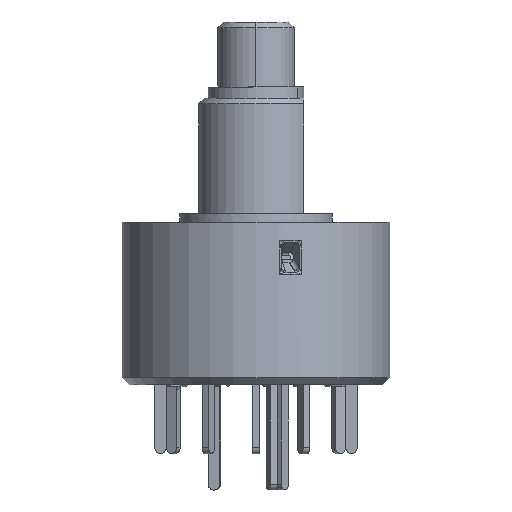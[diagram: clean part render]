
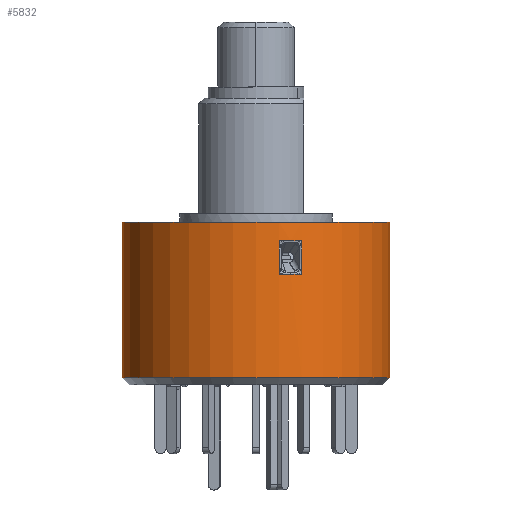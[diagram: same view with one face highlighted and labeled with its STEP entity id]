
A CAD part, left-side view. The second image highlights one B-rep face of the part: STEP entity #5832.
In plain terms, the highlighted cylindrical face has radius 7 mm (diameter 14 mm), a partial arc.
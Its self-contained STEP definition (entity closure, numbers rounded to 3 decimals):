
#17 = EDGE_CURVE ( 'NONE', #1254, #12808, #15032, .T. ) ;
#33 = VERTEX_POINT ( 'NONE', #11330 ) ;
#183 = CARTESIAN_POINT ( 'NONE',  ( -6.892, -1.226, -3.152 ) ) ;
#273 = DIRECTION ( 'NONE',  ( 0., -1., 0. ) ) ;
#344 = CYLINDRICAL_SURFACE ( 'NONE', #8165, 7. ) ;
#645 = EDGE_CURVE ( 'NONE', #7460, #1254, #16078, .T. ) ;
#1254 = VERTEX_POINT ( 'NONE', #5825 ) ;
#1397 = DIRECTION ( 'NONE',  ( 0., 0., -1. ) ) ;
#1598 = DIRECTION ( 'NONE',  ( 0., -1., 0. ) ) ;
#1813 = CARTESIAN_POINT ( 'NONE',  ( -6.65, -2.196, -3.162 ) ) ;
#1930 = CARTESIAN_POINT ( 'NONE',  ( 0., 7., -0.45 ) ) ;
#2089 = CARTESIAN_POINT ( 'NONE',  ( -6.581, -2.384, -3.152 ) ) ;
#2124 = CARTESIAN_POINT ( 'NONE',  ( -6.581, -2.384, -1.425 ) ) ;
#2189 = LINE ( 'NONE', #10986, #16683 ) ;
#2518 = VERTEX_POINT ( 'NONE', #3293 ) ;
#2840 = VECTOR ( 'NONE', #12233, 1000. ) ;
#3293 = CARTESIAN_POINT ( 'NONE',  ( -6.892, -1.226, -3.152 ) ) ;
#3350 = VERTEX_POINT ( 'NONE', #11538 ) ;
#4177 = ORIENTED_EDGE ( 'NONE', *, *, #17, .T. ) ;
#4199 = DIRECTION ( 'NONE',  ( 0., 1., 0. ) ) ;
#4540 = VERTEX_POINT ( 'NONE', #17536 ) ;
#4943 = EDGE_CURVE ( 'NONE', #4540, #33, #13222, .T. ) ;
#5825 = CARTESIAN_POINT ( 'NONE',  ( -6.581, -2.384, -1.425 ) ) ;
#5832 = ADVANCED_FACE ( 'NONE', ( #8386, #16507 ), #344, .T. ) ;
#5890 = CARTESIAN_POINT ( 'NONE',  ( -6.761, -1.812, -3.167 ) ) ;
#6440 = CARTESIAN_POINT ( 'NONE',  ( -6.581, -2.384, -3.152 ) ) ;
#6783 = CARTESIAN_POINT ( 'NONE',  ( -6.761, -1.812, -3.167 ) ) ;
#6965 = DIRECTION ( 'NONE',  ( 0., 0., -1. ) ) ;
#7460 = VERTEX_POINT ( 'NONE', #14670 ) ;
#7779 = ORIENTED_EDGE ( 'NONE', *, *, #4943, .T. ) ;
#7901 = DIRECTION ( 'NONE',  ( 0., 0., 1. ) ) ;
#7946 = ORIENTED_EDGE ( 'NONE', *, *, #9777, .F. ) ;
#8165 = AXIS2_PLACEMENT_3D ( 'NONE', #10517, #13511, #4199 ) ;
#8383 = EDGE_LOOP ( 'NONE', ( #7946, #9470, #7779, #13633 ) ) ;
#8386 = FACE_OUTER_BOUND ( 'NONE', #8383, .T. ) ;
#9470 = ORIENTED_EDGE ( 'NONE', *, *, #9537, .F. ) ;
#9537 = EDGE_CURVE ( 'NONE', #4540, #17893, #13063, .T. ) ;
#9652 = CARTESIAN_POINT ( 'NONE',  ( -6.718, -2.007, -1.406 ) ) ;
#9777 = EDGE_CURVE ( 'NONE', #17893, #3350, #11878, .T. ) ;
#10320 = EDGE_CURVE ( 'NONE', #12349, #2518, #17413, .T. ) ;
#10426 = ORIENTED_EDGE ( 'NONE', *, *, #10320, .T. ) ;
#10517 = CARTESIAN_POINT ( 'NONE',  ( 0., 0., -0.45 ) ) ;
#10634 = DIRECTION ( 'NONE',  ( 0., 0., 1. ) ) ;
#10986 = CARTESIAN_POINT ( 'NONE',  ( -6.892, -1.226, -0.45 ) ) ;
#11098 = CARTESIAN_POINT ( 'NONE',  ( -6.822, -1.62, -1.406 ) ) ;
#11330 = CARTESIAN_POINT ( 'NONE',  ( 0., 7., -8.574 ) ) ;
#11538 = CARTESIAN_POINT ( 'NONE',  ( 0., -7., -8.574 ) ) ;
#11878 = LINE ( 'NONE', #13446, #13801 ) ;
#11882 = CARTESIAN_POINT ( 'NONE',  ( -6.813, -1.618, -3.167 ) ) ;
#12185 = CARTESIAN_POINT ( 'NONE',  ( -6.71, -2.005, -3.167 ) ) ;
#12233 = DIRECTION ( 'NONE',  ( 0., 0., -1. ) ) ;
#12349 = VERTEX_POINT ( 'NONE', #6783 ) ;
#12808 = VERTEX_POINT ( 'NONE', #2089 ) ;
#13063 = CIRCLE ( 'NONE', #19554, 7. ) ;
#13222 = LINE ( 'NONE', #1930, #2840 ) ;
#13266 = CARTESIAN_POINT ( 'NONE',  ( 0., -7., -0.45 ) ) ;
#13446 = CARTESIAN_POINT ( 'NONE',  ( 0., -7., -0.45 ) ) ;
#13511 = DIRECTION ( 'NONE',  ( 0., 0., -1. ) ) ;
#13633 = ORIENTED_EDGE ( 'NONE', *, *, #17596, .T. ) ;
#13801 = VECTOR ( 'NONE', #1397, 1000. ) ;
#13984 = AXIS2_PLACEMENT_3D ( 'NONE', #18073, #10634, #1598 ) ;
#14021 = ORIENTED_EDGE ( 'NONE', *, *, #645, .T. ) ;
#14177 =( BOUNDED_CURVE ( )  B_SPLINE_CURVE ( 3, ( #6440, #1813, #12185, #17044 ),
 .UNSPECIFIED., .F., .F. ) 
 B_SPLINE_CURVE_WITH_KNOTS ( ( 4, 4 ),
 ( 6.197, 6.283 ),
 .UNSPECIFIED. ) 
 CURVE ( )  GEOMETRIC_REPRESENTATION_ITEM ( )  RATIONAL_B_SPLINE_CURVE ( ( 1., 0.999, 0.999, 1. ) ) 
 REPRESENTATION_ITEM ( '' )  );
#14182 = CARTESIAN_POINT ( 'NONE',  ( -6.892, -1.226, -1.425 ) ) ;
#14405 = ORIENTED_EDGE ( 'NONE', *, *, #15172, .T. ) ;
#14670 = CARTESIAN_POINT ( 'NONE',  ( -6.892, -1.226, -1.425 ) ) ;
#15032 = LINE ( 'NONE', #16070, #16452 ) ;
#15172 = EDGE_CURVE ( 'NONE', #2518, #7460, #2189, .T. ) ;
#16021 = ORIENTED_EDGE ( 'NONE', *, *, #16242, .T. ) ;
#16070 = CARTESIAN_POINT ( 'NONE',  ( -6.581, -2.384, -0.45 ) ) ;
#16078 =( BOUNDED_CURVE ( )  B_SPLINE_CURVE ( 3, ( #14182, #11098, #9652, #2124 ),
 .UNSPECIFIED., .F., .F. ) 
 B_SPLINE_CURVE_WITH_KNOTS ( ( 4, 4 ),
 ( 3.056, 3.227 ),
 .UNSPECIFIED. ) 
 CURVE ( )  GEOMETRIC_REPRESENTATION_ITEM ( )  RATIONAL_B_SPLINE_CURVE ( ( 1., 0.998, 0.998, 1. ) ) 
 REPRESENTATION_ITEM ( '' )  );
#16242 = EDGE_CURVE ( 'NONE', #12808, #12349, #14177, .T. ) ;
#16452 = VECTOR ( 'NONE', #6965, 1000. ) ;
#16507 = FACE_BOUND ( 'NONE', #16643, .T. ) ;
#16643 = EDGE_LOOP ( 'NONE', ( #14405, #14021, #4177, #16021, #10426 ) ) ;
#16683 = VECTOR ( 'NONE', #7901, 1000. ) ;
#16989 = DIRECTION ( 'NONE',  ( 0., 0., 1. ) ) ;
#17044 = CARTESIAN_POINT ( 'NONE',  ( -6.761, -1.812, -3.167 ) ) ;
#17088 = CIRCLE ( 'NONE', #13984, 7. ) ;
#17413 =( BOUNDED_CURVE ( )  B_SPLINE_CURVE ( 3, ( #5890, #11882, #18334, #183 ),
 .UNSPECIFIED., .F., .F. ) 
 B_SPLINE_CURVE_WITH_KNOTS ( ( 4, 4 ),
 ( 0., 0.086 ),
 .UNSPECIFIED. ) 
 CURVE ( )  GEOMETRIC_REPRESENTATION_ITEM ( )  RATIONAL_B_SPLINE_CURVE ( ( 1., 0.999, 0.999, 1. ) ) 
 REPRESENTATION_ITEM ( '' )  );
#17536 = CARTESIAN_POINT ( 'NONE',  ( 0., 7., -0.45 ) ) ;
#17596 = EDGE_CURVE ( 'NONE', #33, #3350, #17088, .T. ) ;
#17893 = VERTEX_POINT ( 'NONE', #13266 ) ;
#18073 = CARTESIAN_POINT ( 'NONE',  ( 0., 0., -8.574 ) ) ;
#18334 = CARTESIAN_POINT ( 'NONE',  ( -6.857, -1.423, -3.162 ) ) ;
#18440 = CARTESIAN_POINT ( 'NONE',  ( 0., 0., -0.45 ) ) ;
#19554 = AXIS2_PLACEMENT_3D ( 'NONE', #18440, #16989, #273 ) ;
